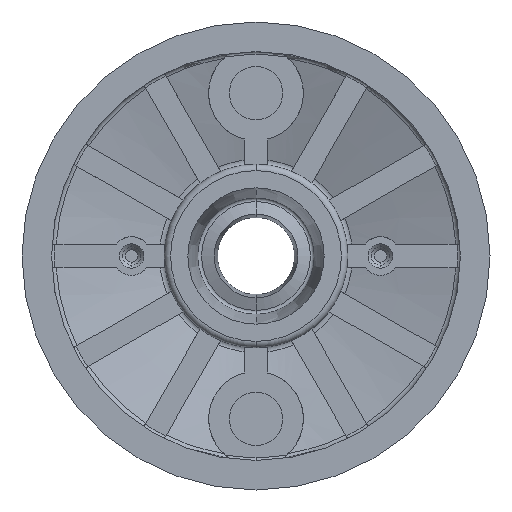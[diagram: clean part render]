
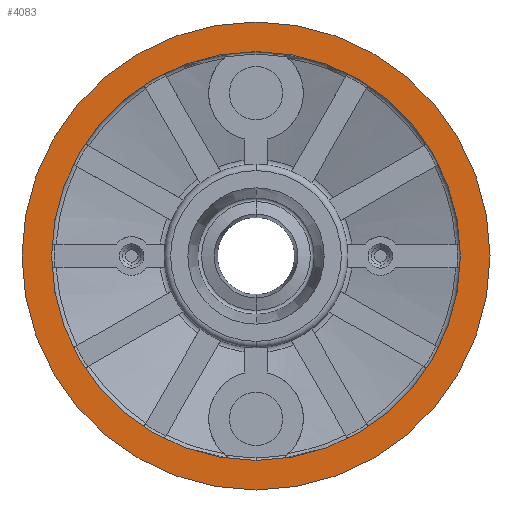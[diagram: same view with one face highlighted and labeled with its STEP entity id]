
A CAD part, front view. The second image highlights one B-rep face of the part: STEP entity #4083.
In plain terms, the highlighted planar face has unit normal (0, -1, 0).
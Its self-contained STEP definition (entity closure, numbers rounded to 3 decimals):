
#244 = DIRECTION ( 'NONE',  ( 0., 0., 1. ) ) ;
#257 = DIRECTION ( 'NONE',  ( 0., 1., 0. ) ) ;
#281 = CIRCLE ( 'NONE', #629, 34.5 ) ;
#302 = CARTESIAN_POINT ( 'NONE',  ( 0., 0., 0. ) ) ;
#599 = ORIENTED_EDGE ( 'NONE', *, *, #1290, .T. ) ;
#629 = AXIS2_PLACEMENT_3D ( 'NONE', #2298, #2516, #2507 ) ;
#763 = EDGE_CURVE ( 'NONE', #2561, #1432, #2239, .T. ) ;
#811 = EDGE_LOOP ( 'NONE', ( #4303, #599 ) ) ;
#872 = CIRCLE ( 'NONE', #4554, 39.5 ) ;
#1105 = DIRECTION ( 'NONE',  ( 0., 1., 0. ) ) ;
#1110 = EDGE_CURVE ( 'NONE', #3092, #2897, #872, .T. ) ;
#1290 = EDGE_CURVE ( 'NONE', #1432, #2561, #281, .T. ) ;
#1296 = EDGE_LOOP ( 'NONE', ( #4294, #4053 ) ) ;
#1432 = VERTEX_POINT ( 'NONE', #3301 ) ;
#1466 = CARTESIAN_POINT ( 'NONE',  ( 0., 0., -39.5 ) ) ;
#1606 = AXIS2_PLACEMENT_3D ( 'NONE', #5461, #1105, #4166 ) ;
#1982 = FACE_BOUND ( 'NONE', #811, .T. ) ;
#2239 = CIRCLE ( 'NONE', #3495, 34.5 ) ;
#2298 = CARTESIAN_POINT ( 'NONE',  ( 0., 0., 0. ) ) ;
#2507 = DIRECTION ( 'NONE',  ( 0., 0., 1. ) ) ;
#2516 = DIRECTION ( 'NONE',  ( 0., 1., 0. ) ) ;
#2561 = VERTEX_POINT ( 'NONE', #3050 ) ;
#2571 = AXIS2_PLACEMENT_3D ( 'NONE', #5290, #2683, #5706 ) ;
#2683 = DIRECTION ( 'NONE',  ( 0., 1., 0. ) ) ;
#2897 = VERTEX_POINT ( 'NONE', #3162 ) ;
#3050 = CARTESIAN_POINT ( 'NONE',  ( 0., 0., 34.5 ) ) ;
#3092 = VERTEX_POINT ( 'NONE', #1466 ) ;
#3162 = CARTESIAN_POINT ( 'NONE',  ( 0., 0., 39.5 ) ) ;
#3301 = CARTESIAN_POINT ( 'NONE',  ( 0., 0., -34.5 ) ) ;
#3495 = AXIS2_PLACEMENT_3D ( 'NONE', #5641, #5635, #5606 ) ;
#3733 = PLANE ( 'NONE',  #1606 ) ;
#4053 = ORIENTED_EDGE ( 'NONE', *, *, #4759, .F. ) ;
#4083 = ADVANCED_FACE ( 'NONE', ( #5481, #1982 ), #3733, .F. ) ;
#4166 = DIRECTION ( 'NONE',  ( 0., 0., 1. ) ) ;
#4294 = ORIENTED_EDGE ( 'NONE', *, *, #1110, .F. ) ;
#4303 = ORIENTED_EDGE ( 'NONE', *, *, #763, .T. ) ;
#4554 = AXIS2_PLACEMENT_3D ( 'NONE', #302, #257, #244 ) ;
#4759 = EDGE_CURVE ( 'NONE', #2897, #3092, #5608, .T. ) ;
#5290 = CARTESIAN_POINT ( 'NONE',  ( 0., 0., 0. ) ) ;
#5461 = CARTESIAN_POINT ( 'NONE',  ( -39.5, 0., 0. ) ) ;
#5481 = FACE_OUTER_BOUND ( 'NONE', #1296, .T. ) ;
#5606 = DIRECTION ( 'NONE',  ( 0., 0., 1. ) ) ;
#5608 = CIRCLE ( 'NONE', #2571, 39.5 ) ;
#5635 = DIRECTION ( 'NONE',  ( 0., 1., 0. ) ) ;
#5641 = CARTESIAN_POINT ( 'NONE',  ( 0., 0., 0. ) ) ;
#5706 = DIRECTION ( 'NONE',  ( 0., 0., 1. ) ) ;
